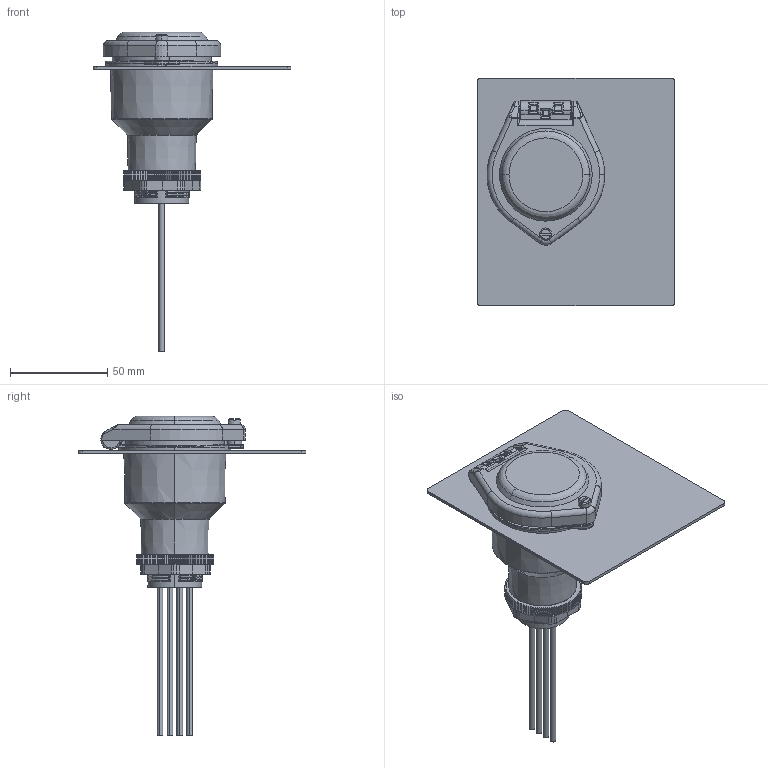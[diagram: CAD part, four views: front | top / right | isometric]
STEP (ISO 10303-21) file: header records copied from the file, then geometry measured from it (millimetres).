
FILE_DESCRIPTION (( 'STEP AP203' ), '1' );
FILE_NAME ('R-3MT-VI-KB-KIT-H_3D.STEP', '2024-04-09T16:51:01', ( '' ), ( '' ), 'SwSTEP 2.0', 'SolidWorks 2023', '' );
FILE_SCHEMA (( 'CONFIG_CONTROL_DESIGN' ));
Length unit declared in the file: millimetre
Products named in the file (8): R-3MT-VI-KB-KIT-H_3D; Z-000-4407_16 SCPTVSS; Z-120-BZLCOV-BASE_Con-B_Rev-A; R-3MT-VI_BODY; Bezel Sleeve; R-3MT-VI-KB-KIT-H_FP060_1; Z-120-30MPESDOR-C_domed front; Z-120-30X1-5-NUT
Assembly tree (7 placements, depth 2):
  R-3MT-VI-KB-KIT-H_3D
    R-3MT-VI-KB-KIT-H_FP060_1
    Z-120-BZLCOV-BASE_Con-B_Rev-A
    R-3MT-VI_BODY
    Z-120-30MPESDOR-C_domed front
    Z-000-4407_16 SCPTVSS
    Bezel Sleeve
    Z-120-30X1-5-NUT
Bounding box: 101.6 x 116.84 x 163.98 mm (x, y, z)
Volume: 131798.4 mm3; surface area: 85141 mm2
Topology: 7 solids, 13 shells, 1924 faces, 4639 edges, 2755 vertices
Faces by surface type: plane 753, cylinder 506, bspline 451, cone 126, torus 84, sphere 4
Entity records: 574300 total; most frequent: CARTESIAN_POINT 535504, ORIENTED_EDGE 9266, DIRECTION 6022, EDGE_CURVE 4633, VERTEX_POINT 2755, AXIS2_PLACEMENT_3D 2118, EDGE_LOOP 1964, FACE_OUTER_BOUND 1924
